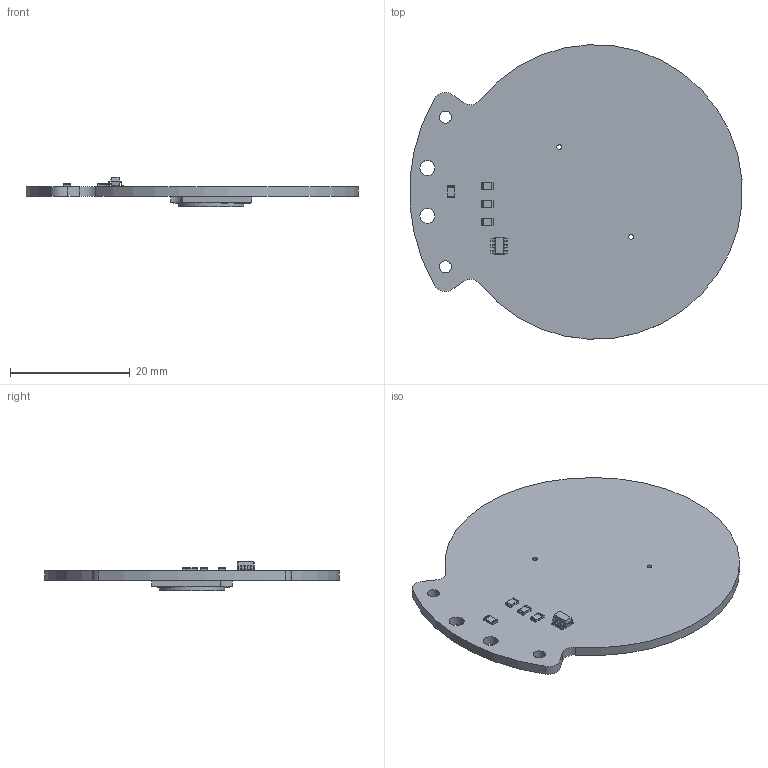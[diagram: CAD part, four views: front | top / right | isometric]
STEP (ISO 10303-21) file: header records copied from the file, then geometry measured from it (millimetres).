
FILE_DESCRIPTION(('KiCad electronic assembly'),'2;1');
FILE_NAME('bambule.step','2019-11-30T17:31:25',('An Author'),( 'A Company'),'Open CASCADE STEP processor 6.8', 'KiCad to STEP converter','Unknown');
FILE_SCHEMA(('AUTOMOTIVE_DESIGN_CC2 { 1 2 10303 214 -1 1 5 4 }'));
Length unit declared in the file: millimetre
Products named in the file (16): Open CASCADE STEP translator 6.8 1; R_0805_2012Metric; SOLID; SOT-23-6; LED_BXRE_V10; COMPOUND
Assembly tree (18 placements, depth 3):
  Open CASCADE STEP translator 6.8 1
    R_0805_2012Metric  x4
      SOLID
    SOT-23-6
      SOLID
    LED_BXRE_V10
      SOLID
      SOLID
      SOLID
      SOLID
      SOLID
      SOLID
      SOLID
      SOLID
      SOLID
    COMPOUND
Bounding box: 55.42 x 49.15 x 4.95 mm (x, y, z)
Volume: 3598.1 mm3; surface area: 5226.5 mm2
Topology: 15 solids, 15 shells, 338 faces, 854 edges, 548 vertices
Faces by surface type: plane 211, cylinder 81, bspline 30, extrusion 16
Full cylindrical faces by diameter (mm): 0.8 x3, 1 x1, 1.999 x2, 2.5 x2, 10.2 x2, 10.9 x1
Entity records: 25160 total; most frequent: CARTESIAN_POINT 10784, DIRECTION 2059, VECTOR 1309, ORIENTED_EDGE 1300, PCURVE 1300, DEFINITIONAL_REPRESENTATION 1300, LINE 1293, EDGE_CURVE 650
